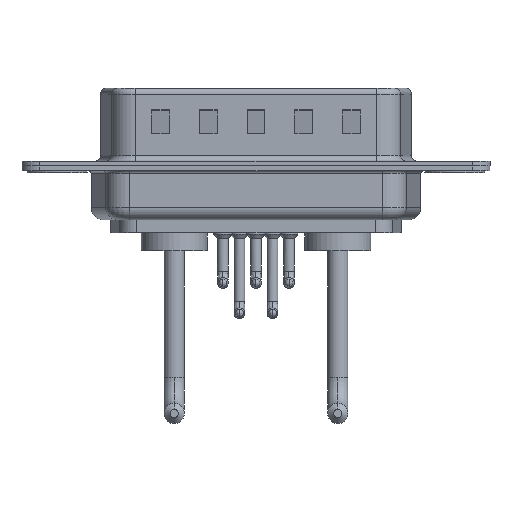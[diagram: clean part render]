
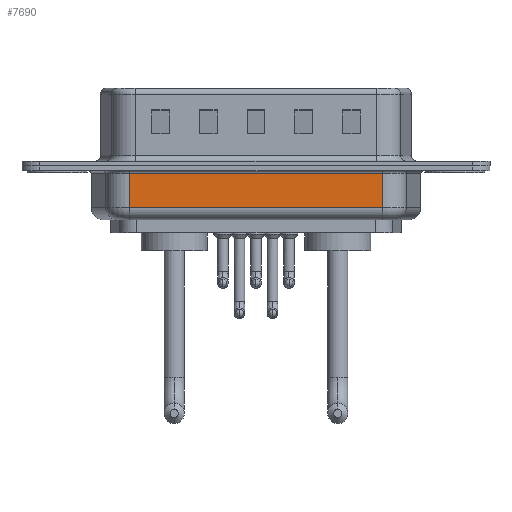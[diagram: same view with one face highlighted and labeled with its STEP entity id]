
A CAD part, front view. The second image highlights one B-rep face of the part: STEP entity #7690.
In plain terms, the highlighted planar face has unit normal (0, -1, 0).
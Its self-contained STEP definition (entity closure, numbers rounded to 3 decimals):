
#537 = VERTEX_POINT ( 'NONE', #928 ) ;
#928 = CARTESIAN_POINT ( 'NONE',  ( 6.031, -5.35, -3.5 ) ) ;
#2194 = ORIENTED_EDGE ( 'NONE', *, *, #3950, .T. ) ;
#2213 = VERTEX_POINT ( 'NONE', #5691 ) ;
#2234 = VERTEX_POINT ( 'NONE', #10139 ) ;
#3173 = FACE_OUTER_BOUND ( 'NONE', #12582, .T. ) ;
#3950 = EDGE_CURVE ( 'NONE', #2213, #2234, #14125, .T. ) ;
#4576 = VECTOR ( 'NONE', #6182, 1000. ) ;
#4767 = CARTESIAN_POINT ( 'NONE',  ( 6.031, -5.35, -0.65 ) ) ;
#4809 = PLANE ( 'NONE',  #6802 ) ;
#5139 = ORIENTED_EDGE ( 'NONE', *, *, #16806, .T. ) ;
#5336 = ORIENTED_EDGE ( 'NONE', *, *, #9948, .T. ) ;
#5691 = CARTESIAN_POINT ( 'NONE',  ( 27.269, -5.35, -3.5 ) ) ;
#6182 = DIRECTION ( 'NONE',  ( 1., 0., 0. ) ) ;
#6359 = LINE ( 'NONE', #9283, #4576 ) ;
#6532 = ORIENTED_EDGE ( 'NONE', *, *, #16778, .F. ) ;
#6745 = CARTESIAN_POINT ( 'NONE',  ( 27.269, -5.35, -4.5 ) ) ;
#6802 = AXIS2_PLACEMENT_3D ( 'NONE', #9083, #16327, #14985 ) ;
#7690 = ADVANCED_FACE ( 'NONE', ( #3173 ), #4809, .F. ) ;
#9083 = CARTESIAN_POINT ( 'NONE',  ( 6.031, -5.35, -4.5 ) ) ;
#9283 = CARTESIAN_POINT ( 'NONE',  ( 6.031, -5.35, -3.5 ) ) ;
#9407 = DIRECTION ( 'NONE',  ( -1., 0., 0. ) ) ;
#9408 = VERTEX_POINT ( 'NONE', #16873 ) ;
#9948 = EDGE_CURVE ( 'NONE', #2234, #9408, #15132, .T. ) ;
#10139 = CARTESIAN_POINT ( 'NONE',  ( 27.269, -5.35, -0.65 ) ) ;
#10546 = CARTESIAN_POINT ( 'NONE',  ( 6.031, -5.35, -4.5 ) ) ;
#10757 = VECTOR ( 'NONE', #12101, 1000. ) ;
#11322 = VECTOR ( 'NONE', #18550, 1000. ) ;
#12101 = DIRECTION ( 'NONE',  ( 0., 0., 1. ) ) ;
#12582 = EDGE_LOOP ( 'NONE', ( #6532, #5139, #2194, #5336 ) ) ;
#14125 = LINE ( 'NONE', #6745, #11322 ) ;
#14816 = VECTOR ( 'NONE', #9407, 1000. ) ;
#14985 = DIRECTION ( 'NONE',  ( 0., 0., 1. ) ) ;
#15132 = LINE ( 'NONE', #4767, #14816 ) ;
#16327 = DIRECTION ( 'NONE',  ( 0., 1., 0. ) ) ;
#16778 = EDGE_CURVE ( 'NONE', #537, #9408, #17584, .T. ) ;
#16806 = EDGE_CURVE ( 'NONE', #537, #2213, #6359, .T. ) ;
#16873 = CARTESIAN_POINT ( 'NONE',  ( 6.031, -5.35, -0.65 ) ) ;
#17584 = LINE ( 'NONE', #10546, #10757 ) ;
#18550 = DIRECTION ( 'NONE',  ( 0., 0., 1. ) ) ;
